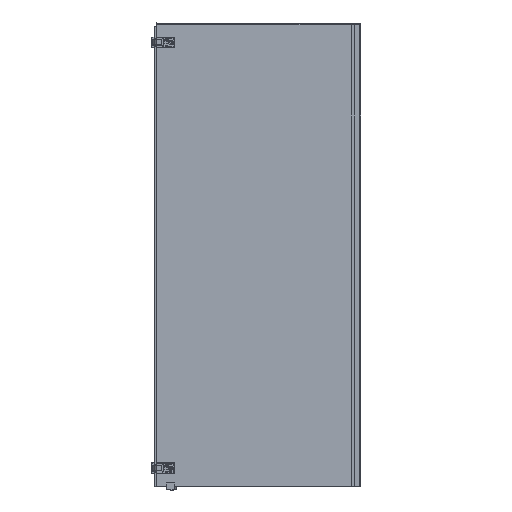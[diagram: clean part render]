
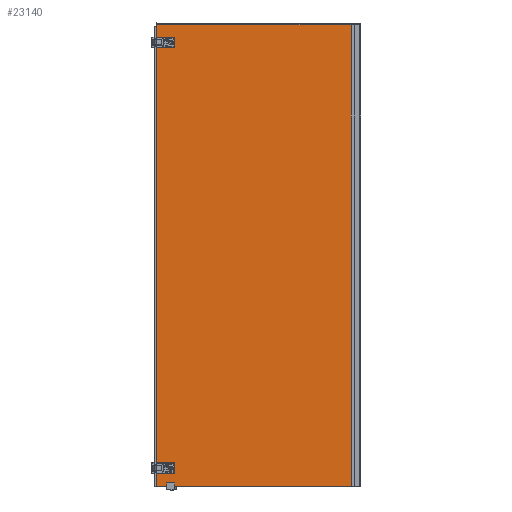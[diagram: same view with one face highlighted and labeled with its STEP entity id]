
A CAD part, left-side view. The second image highlights one B-rep face of the part: STEP entity #23140.
In plain terms, the highlighted face is planar.
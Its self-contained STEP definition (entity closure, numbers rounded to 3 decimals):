
#22316=CARTESIAN_POINT('',(371.,4.,-920.));
#22317=DIRECTION('',(0.,1.,0.));
#22318=DIRECTION('',(0.974,0.,-0.229));
#22319=AXIS2_PLACEMENT_3D('',#22316,#22317,#22318);
#22321=CARTESIAN_POINT('',(371.,4.,-920.));
#22322=DIRECTION('',(0.,1.,0.));
#22323=DIRECTION('',(-1.,0.,0.));
#22324=AXIS2_PLACEMENT_3D('',#22321,#22322,#22323);
#22326=CARTESIAN_POINT('',(371.,4.,-920.));
#22327=DIRECTION('',(0.,1.,0.));
#22328=DIRECTION('',(0.974,0.,0.229));
#22329=AXIS2_PLACEMENT_3D('',#22326,#22327,#22328);
#22331=CARTESIAN_POINT('',(371.,4.,-920.));
#22332=DIRECTION('',(0.,1.,0.));
#22333=DIRECTION('',(1.,0.,0.));
#22334=AXIS2_PLACEMENT_3D('',#22331,#22332,#22333);
#22336=CARTESIAN_POINT('',(371.,4.,920.));
#22337=DIRECTION('',(0.,1.,0.));
#22338=DIRECTION('',(0.974,0.,-0.229));
#22339=AXIS2_PLACEMENT_3D('',#22336,#22337,#22338);
#22341=CARTESIAN_POINT('',(371.,4.,920.));
#22342=DIRECTION('',(0.,1.,0.));
#22343=DIRECTION('',(-1.,0.,0.));
#22344=AXIS2_PLACEMENT_3D('',#22341,#22342,#22343);
#22346=CARTESIAN_POINT('',(371.,4.,920.));
#22347=DIRECTION('',(0.,1.,0.));
#22348=DIRECTION('',(0.974,0.,0.229));
#22349=AXIS2_PLACEMENT_3D('',#22346,#22347,#22348);
#22351=CARTESIAN_POINT('',(371.,4.,920.));
#22352=DIRECTION('',(0.,1.,0.));
#22353=DIRECTION('',(1.,0.,0.));
#22354=AXIS2_PLACEMENT_3D('',#22351,#22352,#22353);
#22356=DIRECTION('',(0.,0.,1.));
#22357=VECTOR('',#22356,1998.);
#22358=CARTESIAN_POINT('',(-444.,4.,-999.));
#22359=LINE('',#22358,#22357);
#22360=DIRECTION('',(1.,0.,0.));
#22361=VECTOR('',#22360,872.);
#22362=CARTESIAN_POINT('',(-444.,4.,-999.));
#22363=LINE('',#22362,#22361);
#22364=CARTESIAN_POINT('',(428.,4.,-997.));
#22365=DIRECTION('',(0.,-1.,0.));
#22366=DIRECTION('',(0.,0.,-1.));
#22367=AXIS2_PLACEMENT_3D('',#22364,#22365,#22366);
#22369=CARTESIAN_POINT('',(418.5,4.,-926.));
#22370=DIRECTION('',(0.,1.,0.));
#22371=DIRECTION('',(0.,0.,-1.));
#22372=AXIS2_PLACEMENT_3D('',#22369,#22370,#22371);
#22374=DIRECTION('',(0.,0.,1.));
#22375=VECTOR('',#22374,12.);
#22376=CARTESIAN_POINT('',(405.5,4.,-926.));
#22377=LINE('',#22376,#22375);
#22378=CARTESIAN_POINT('',(418.5,4.,-914.));
#22379=DIRECTION('',(0.,1.,0.));
#22380=DIRECTION('',(-1.,0.,0.));
#22381=AXIS2_PLACEMENT_3D('',#22378,#22379,#22380);
#22383=DIRECTION('',(1.,0.,0.));
#22384=VECTOR('',#22383,11.5);
#22385=CARTESIAN_POINT('',(418.5,4.,-901.));
#22386=LINE('',#22385,#22384);
#22387=DIRECTION('',(0.,0.,1.));
#22388=VECTOR('',#22387,1802.);
#22389=CARTESIAN_POINT('',(430.,4.,-901.));
#22390=LINE('',#22389,#22388);
#22391=CARTESIAN_POINT('',(418.5,4.,914.));
#22392=DIRECTION('',(0.,1.,0.));
#22393=DIRECTION('',(0.,0.,-1.));
#22394=AXIS2_PLACEMENT_3D('',#22391,#22392,#22393);
#22396=DIRECTION('',(0.,0.,1.));
#22397=VECTOR('',#22396,12.);
#22398=CARTESIAN_POINT('',(405.5,4.,914.));
#22399=LINE('',#22398,#22397);
#22400=CARTESIAN_POINT('',(418.5,4.,926.));
#22401=DIRECTION('',(0.,1.,0.));
#22402=DIRECTION('',(-1.,0.,0.));
#22403=AXIS2_PLACEMENT_3D('',#22400,#22401,#22402);
#22405=DIRECTION('',(1.,0.,0.));
#22406=VECTOR('',#22405,11.5);
#22407=CARTESIAN_POINT('',(418.5,4.,939.));
#22408=LINE('',#22407,#22406);
#22409=CARTESIAN_POINT('',(428.,4.,997.));
#22410=DIRECTION('',(0.,-1.,0.));
#22411=DIRECTION('',(1.,0.,0.));
#22412=AXIS2_PLACEMENT_3D('',#22409,#22410,#22411);
#22414=DIRECTION('',(-1.,0.,0.));
#22415=VECTOR('',#22414,872.);
#22416=CARTESIAN_POINT('',(428.,4.,999.));
#22417=LINE('',#22416,#22415);
#22464=DIRECTION('',(0.,0.,-1.));
#22465=VECTOR('',#22464,58.);
#22466=CARTESIAN_POINT('',(430.,4.,-939.));
#22467=LINE('',#22466,#22465);
#22480=DIRECTION('',(1.,0.,0.));
#22481=VECTOR('',#22480,11.5);
#22482=CARTESIAN_POINT('',(418.5,4.,-939.));
#22483=LINE('',#22482,#22481);
#22528=DIRECTION('',(1.,0.,0.));
#22529=VECTOR('',#22528,11.5);
#22530=CARTESIAN_POINT('',(418.5,4.,901.));
#22531=LINE('',#22530,#22529);
#22646=DIRECTION('',(0.,0.,-1.));
#22647=VECTOR('',#22646,58.);
#22648=CARTESIAN_POINT('',(430.,4.,997.));
#22649=LINE('',#22648,#22647);
#22666=CARTESIAN_POINT('',(428.,4.,
-999.));
#22667=VERTEX_POINT('',#22666);
#22668=CARTESIAN_POINT('',(430.,4.,-997.));
#22669=VERTEX_POINT('',#22668);
#22670=CARTESIAN_POINT('',(430.,4.,-939.));
#22671=VERTEX_POINT('',#22670);
#22672=CARTESIAN_POINT('',(418.5,4.,-939.));
#22673=VERTEX_POINT('',#22672);
#22674=CARTESIAN_POINT('',(405.5,4.,-926.));
#22675=VERTEX_POINT('',#22674);
#22676=CARTESIAN_POINT('',(405.5,4.,-914.));
#22677=VERTEX_POINT('',#22676);
#22678=CARTESIAN_POINT('',(418.5,4.,-901.));
#22679=VERTEX_POINT('',#22678);
#22680=CARTESIAN_POINT('',(430.,4.,-901.));
#22681=VERTEX_POINT('',#22680);
#22682=CARTESIAN_POINT('',(430.,4.,901.));
#22683=VERTEX_POINT('',#22682);
#22684=CARTESIAN_POINT('',(418.5,4.,901.));
#22685=VERTEX_POINT('',#22684);
#22686=CARTESIAN_POINT('',(405.5,4.,914.));
#22687=VERTEX_POINT('',#22686);
#22688=CARTESIAN_POINT('',(405.5,4.,926.));
#22689=VERTEX_POINT('',#22688);
#22690=CARTESIAN_POINT('',(418.5,4.,939.));
#22691=VERTEX_POINT('',#22690);
#22692=CARTESIAN_POINT('',(430.,4.,939.));
#22693=VERTEX_POINT('',#22692);
#22694=CARTESIAN_POINT('',(430.,4.,997.));
#22695=VERTEX_POINT('',#22694);
#22696=CARTESIAN_POINT('',(428.,4.,999.));
#22697=VERTEX_POINT('',#22696);
#22698=CARTESIAN_POINT('',(362.5,4.,-920.));
#22699=CARTESIAN_POINT('',(379.275,4.,-918.057));
#22700=VERTEX_POINT('',#22698);
#22701=VERTEX_POINT('',#22699);
#22702=CARTESIAN_POINT('',(379.275,4.,-921.943));
#22703=VERTEX_POINT('',#22702);
#22704=CARTESIAN_POINT('',(379.5,4.,-920.));
#22705=VERTEX_POINT('',#22704);
#22706=CARTESIAN_POINT('',(362.5,4.,920.));
#22707=CARTESIAN_POINT('',(379.275,4.,921.943));
#22708=VERTEX_POINT('',#22706);
#22709=VERTEX_POINT('',#22707);
#22710=CARTESIAN_POINT('',(379.275,4.,918.057));
#22711=VERTEX_POINT('',#22710);
#22712=CARTESIAN_POINT('',(379.5,4.,920.));
#22713=VERTEX_POINT('',#22712);
#22822=CARTESIAN_POINT('',(-444.,4.,-999.));
#22823=VERTEX_POINT('',#22822);
#22824=CARTESIAN_POINT('',(-444.,4.,999.));
#22825=VERTEX_POINT('',#22824);
#23084=CARTESIAN_POINT('',(431.,4.,-1000.));
#23085=DIRECTION('',(0.,1.,0.));
#23086=DIRECTION('',(-1.,0.,0.));
#23087=AXIS2_PLACEMENT_3D('',#23084,#23085,#23086);
#23088=PLANE('',#23087);
#23089=ORIENTED_EDGE('',*,*,#22858,.F.);
#23090=ORIENTED_EDGE('',*,*,#22882,.T.);
#23091=ORIENTED_EDGE('',*,*,#22896,.T.);
#23093=ORIENTED_EDGE('',*,*,#23092,.F.);
#23095=ORIENTED_EDGE('',*,*,#23094,.F.);
#23097=ORIENTED_EDGE('',*,*,#23096,.T.);
#23099=ORIENTED_EDGE('',*,*,#23098,.T.);
#23101=ORIENTED_EDGE('',*,*,#23100,.T.);
#23103=ORIENTED_EDGE('',*,*,#23102,.T.);
#23105=ORIENTED_EDGE('',*,*,#23104,.T.);
#23107=ORIENTED_EDGE('',*,*,#23106,.F.);
#23109=ORIENTED_EDGE('',*,*,#23108,.T.);
#23111=ORIENTED_EDGE('',*,*,#23110,.T.);
#23113=ORIENTED_EDGE('',*,*,#23112,.T.);
#23115=ORIENTED_EDGE('',*,*,#23114,.T.);
#23117=ORIENTED_EDGE('',*,*,#23116,.F.);
#23119=ORIENTED_EDGE('',*,*,#23118,.T.);
#23121=ORIENTED_EDGE('',*,*,#23120,.T.);
#23122=EDGE_LOOP('',(#23089,#23090,#23091,#23093,#23095,#23097,#23099,#23101,
#23103,#23105,#23107,#23109,#23111,#23113,#23115,#23117,#23119,#23121));
#23123=FACE_OUTER_BOUND('',#23122,.F.);
#23125=ORIENTED_EDGE('',*,*,#23124,.T.);
#23127=ORIENTED_EDGE('',*,*,#23126,.T.);
#23129=ORIENTED_EDGE('',*,*,#23128,.T.);
#23131=ORIENTED_EDGE('',*,*,#23130,.T.);
#23132=EDGE_LOOP('',(#23125,#23127,#23129,#23131));
#23133=FACE_BOUND('',#23132,.F.);
#23134=ORIENTED_EDGE('',*,*,#23060,.T.);
#23135=ORIENTED_EDGE('',*,*,#23058,.T.);
#23136=ORIENTED_EDGE('',*,*,#23037,.T.);
#23137=ORIENTED_EDGE('',*,*,#23035,.T.);
#23138=EDGE_LOOP('',(#23134,#23135,#23136,#23137));
#23139=FACE_BOUND('',#23138,.F.);
#22320=CIRCLE('',#22319,8.5);
#22325=CIRCLE('',#22324,8.5);
#22330=CIRCLE('',#22329,8.5);
#22335=CIRCLE('',#22334,8.5);
#22340=CIRCLE('',#22339,8.5);
#22345=CIRCLE('',#22344,8.5);
#22350=CIRCLE('',#22349,8.5);
#22355=CIRCLE('',#22354,8.5);
#22368=CIRCLE('',#22367,2.);
#22373=CIRCLE('',#22372,13.);
#22382=CIRCLE('',#22381,13.);
#22395=CIRCLE('',#22394,13.);
#22404=CIRCLE('',#22403,13.);
#22413=CIRCLE('',#22412,2.);
#22858=EDGE_CURVE('',#22823,#22825,#22359,.T.);
#22882=EDGE_CURVE('',#22823,#22667,#22363,.T.);
#22896=EDGE_CURVE('',#22667,#22669,#22368,.T.);
#23035=EDGE_CURVE('',#22705,#22703,#22335,.T.);
#23037=EDGE_CURVE('',#22701,#22705,#22330,.T.);
#23058=EDGE_CURVE('',#22700,#22701,#22325,.T.);
#23060=EDGE_CURVE('',#22703,#22700,#22320,.T.);
#23092=EDGE_CURVE('',#22671,#22669,#22467,.T.);
#23094=EDGE_CURVE('',#22673,#22671,#22483,.T.);
#23096=EDGE_CURVE('',#22673,#22675,#22373,.T.);
#23098=EDGE_CURVE('',#22675,#22677,#22377,.T.);
#23100=EDGE_CURVE('',#22677,#22679,#22382,.T.);
#23102=EDGE_CURVE('',#22679,#22681,#22386,.T.);
#23104=EDGE_CURVE('',#22681,#22683,#22390,.T.);
#23106=EDGE_CURVE('',#22685,#22683,#22531,.T.);
#23108=EDGE_CURVE('',#22685,#22687,#22395,.T.);
#23110=EDGE_CURVE('',#22687,#22689,#22399,.T.);
#23112=EDGE_CURVE('',#22689,#22691,#22404,.T.);
#23114=EDGE_CURVE('',#22691,#22693,#22408,.T.);
#23116=EDGE_CURVE('',#22695,#22693,#22649,.T.);
#23118=EDGE_CURVE('',#22695,#22697,#22413,.T.);
#23120=EDGE_CURVE('',#22697,#22825,#22417,.T.);
#23124=EDGE_CURVE('',#22711,#22708,#22340,.T.);
#23126=EDGE_CURVE('',#22708,#22709,#22345,.T.);
#23128=EDGE_CURVE('',#22709,#22713,#22350,.T.);
#23130=EDGE_CURVE('',#22713,#22711,#22355,.T.);
#23140=ADVANCED_FACE('',(#23123,#23133,#23139),#23088,.T.);
